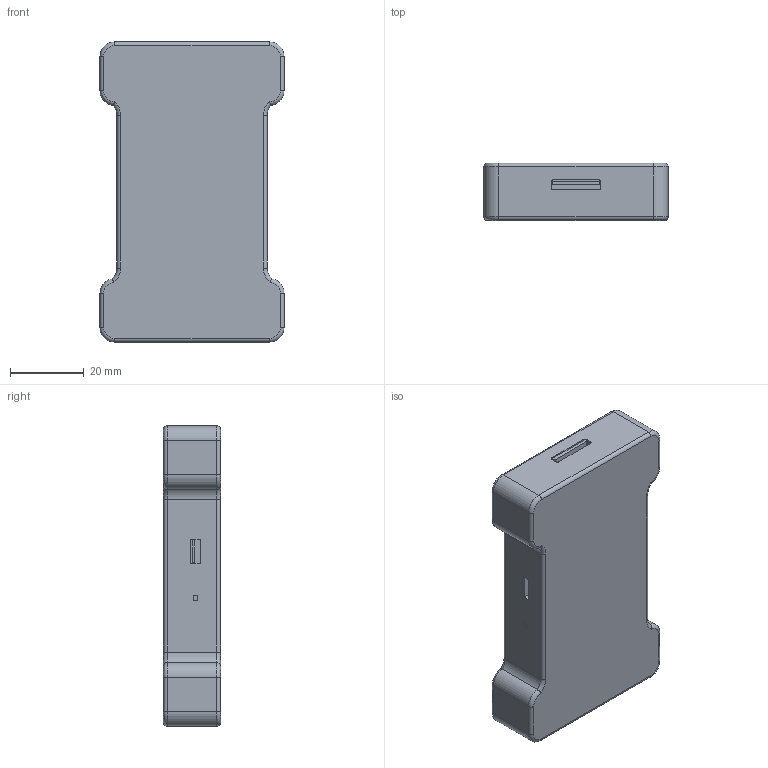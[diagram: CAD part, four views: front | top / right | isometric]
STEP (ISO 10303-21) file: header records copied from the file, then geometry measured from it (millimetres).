
FILE_DESCRIPTION (( 'STEP AP214' ), '1' );
FILE_NAME ('Pixhawk.STEP', '2025-07-06T04:50:38', ( '' ), ( '' ), 'SwSTEP 2.0', 'SolidWorks 2025', '' );
FILE_SCHEMA (( 'AUTOMOTIVE_DESIGN' ));
Length unit declared in the file: millimetre
Products named in the file (1): Pixhawk
Bounding box: 50 x 15.5 x 81.5 mm (x, y, z)
Volume: 50811.5 mm3; surface area: 17300.8 mm2
Topology: 61 solids, 61 shells, 788 faces, 1754 edges, 1156 vertices
Faces by surface type: plane 716, cylinder 48, torus 24
Entity records: 22021 total; most frequent: CARTESIAN_POINT 3771, ORIENTED_EDGE 3508, DIRECTION 3444, EDGE_CURVE 1754, VECTOR 1626, LINE 1626, VERTEX_POINT 1156, AXIS2_PLACEMENT_3D 909
